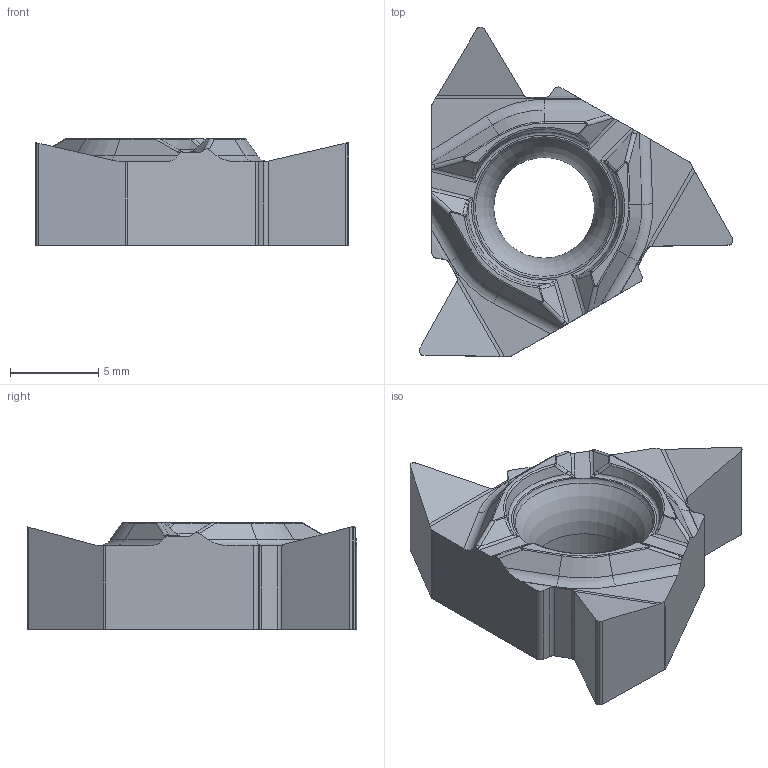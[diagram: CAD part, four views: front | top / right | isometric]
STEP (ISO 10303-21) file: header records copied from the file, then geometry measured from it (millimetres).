
FILE_DESCRIPTION(/* description */ (''),/* implementation_level */ '2;1');
FILE_NAME(/* name */ 'aaa327969_a.stp',/* time_stamp */ '2018-12-11T13:19:44+01:00',/* author */ (''),/* organization */ ('SMS'),/* preprocessor_version */ 'ST-DEVELOPER v15',/* originating_system */ 'SIEMENS PLM Software NX 8.5',/* authorisation */ '');
FILE_SCHEMA (('AUTOMOTIVE_DESIGN { 1 0 10303 214 3 1 1 1 }'));
Length unit declared in the file: millimetre
Products named in the file (1): AAA327969_A
Bounding box: 17.76 x 18.62 x 6.05 mm (x, y, z)
Volume: 801.9 mm3; surface area: 746.3 mm2
Topology: 1 solids, 1 shells, 152 faces, 390 edges, 242 vertices
Faces by surface type: cylinder 52, plane 47, bspline 33, torus 14, cone 6
Full cylindrical faces by diameter (mm): 5.7 x1
Entity records: 5536 total; most frequent: CARTESIAN_POINT 1913, ORIENTED_EDGE 770, DIRECTION 740, EDGE_CURVE 385, AXIS2_PLACEMENT_3D 283, VERTEX_POINT 238, LINE 174, VECTOR 174
